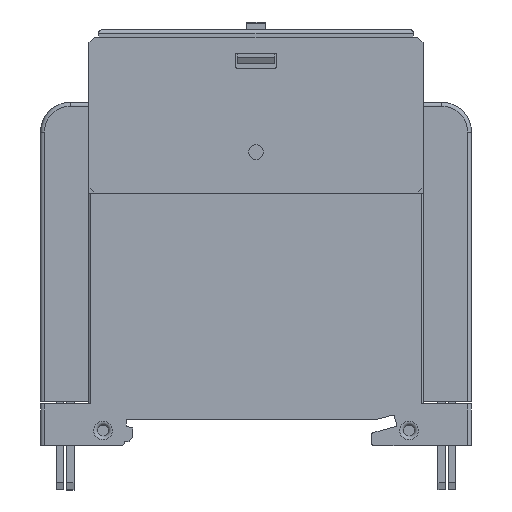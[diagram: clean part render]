
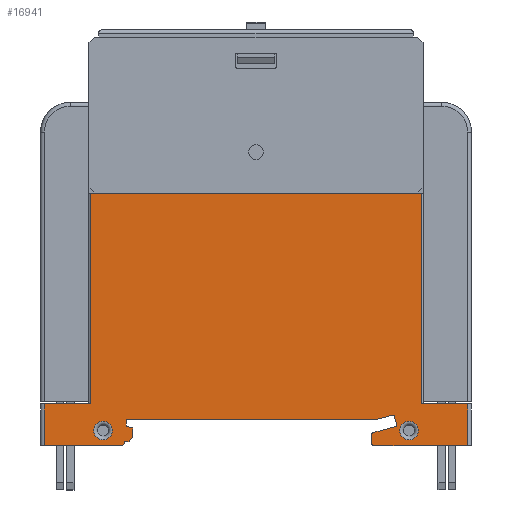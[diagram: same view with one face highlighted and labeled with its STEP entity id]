
A CAD part, front view. The second image highlights one B-rep face of the part: STEP entity #16941.
In plain terms, the highlighted planar face has unit normal (0, -1, 0).
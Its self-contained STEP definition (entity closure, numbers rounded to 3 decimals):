
#1712=PLANE('',#46370);
#7166=LINE('',#71276,#12627);
#7334=LINE('',#72964,#12813);
#7335=LINE('',#72967,#12814);
#7336=LINE('',#72969,#12815);
#7337=LINE('',#72971,#12816);
#7338=LINE('',#72973,#12817);
#7339=LINE('',#72975,#12818);
#7340=LINE('',#72979,#12819);
#7341=LINE('',#72981,#12820);
#7342=LINE('',#72983,#12821);
#7343=LINE('',#72985,#12822);
#7344=LINE('',#72987,#12823);
#7345=LINE('',#72988,#12824);
#7346=LINE('',#72992,#12825);
#7347=LINE('',#72996,#12826);
#7348=LINE('',#73000,#12827);
#7349=LINE('',#73004,#12828);
#7350=LINE('',#73006,#12829);
#7351=LINE('',#73008,#12830);
#12627=VECTOR('',#54632,1.);
#12813=VECTOR('',#55008,1.);
#12814=VECTOR('',#55009,1.);
#12815=VECTOR('',#55010,1.);
#12816=VECTOR('',#55011,1.);
#12817=VECTOR('',#55012,1.);
#12818=VECTOR('',#55013,1.);
#12819=VECTOR('',#55016,1.);
#12820=VECTOR('',#55017,1.);
#12821=VECTOR('',#55018,1.);
#12822=VECTOR('',#55019,1.);
#12823=VECTOR('',#55020,1.);
#12824=VECTOR('',#55021,1.);
#12825=VECTOR('',#55024,1.);
#12826=VECTOR('',#55027,1.);
#12827=VECTOR('',#55030,1.);
#12828=VECTOR('',#55033,1.);
#12829=VECTOR('',#55034,1.);
#12830=VECTOR('',#55035,1.);
#16941=ADVANCED_FACE('',(#17716,#17717,#17718),#1712,.F.);
#17716=FACE_BOUND('',#19138,.T.);
#17717=FACE_BOUND('',#19139,.T.);
#17718=FACE_BOUND('',#19140,.T.);
#19138=EDGE_LOOP('',(#27096,#27097,#27098,#27099,#27100,#27101,#27102,#27103,
#27104,#27105,#27106,#27107,#27108,#27109,#27110,#27111,#27112,#27113,#27114,
#27115,#27116,#27117,#27118,#27119));
#19139=EDGE_LOOP('',(#27120));
#19140=EDGE_LOOP('',(#27121));
#27096=ORIENTED_EDGE('',*,*,#41156,.T.);
#27097=ORIENTED_EDGE('',*,*,#41157,.F.);
#27098=ORIENTED_EDGE('',*,*,#41158,.T.);
#27099=ORIENTED_EDGE('',*,*,#41159,.T.);
#27100=ORIENTED_EDGE('',*,*,#41160,.T.);
#27101=ORIENTED_EDGE('',*,*,#41161,.T.);
#27102=ORIENTED_EDGE('',*,*,#41162,.F.);
#27103=ORIENTED_EDGE('',*,*,#41163,.F.);
#27104=ORIENTED_EDGE('',*,*,#41164,.T.);
#27105=ORIENTED_EDGE('',*,*,#41165,.T.);
#27106=ORIENTED_EDGE('',*,*,#41166,.F.);
#27107=ORIENTED_EDGE('',*,*,#41167,.F.);
#27108=ORIENTED_EDGE('',*,*,#40806,.F.);
#27109=ORIENTED_EDGE('',*,*,#41168,.F.);
#27110=ORIENTED_EDGE('',*,*,#41169,.F.);
#27111=ORIENTED_EDGE('',*,*,#41170,.F.);
#27112=ORIENTED_EDGE('',*,*,#41171,.F.);
#27113=ORIENTED_EDGE('',*,*,#41172,.F.);
#27114=ORIENTED_EDGE('',*,*,#41173,.T.);
#27115=ORIENTED_EDGE('',*,*,#41174,.T.);
#27116=ORIENTED_EDGE('',*,*,#41175,.T.);
#27117=ORIENTED_EDGE('',*,*,#41176,.F.);
#27118=ORIENTED_EDGE('',*,*,#41177,.T.);
#27119=ORIENTED_EDGE('',*,*,#41178,.F.);
#27120=ORIENTED_EDGE('',*,*,#41179,.F.);
#27121=ORIENTED_EDGE('',*,*,#41155,.F.);
#34082=VERTEX_POINT('',#71275);
#34083=VERTEX_POINT('',#71277);
#34353=VERTEX_POINT('',#72962);
#34354=VERTEX_POINT('',#72965);
#34355=VERTEX_POINT('',#72966);
#34356=VERTEX_POINT('',#72968);
#34357=VERTEX_POINT('',#72970);
#34358=VERTEX_POINT('',#72972);
#34359=VERTEX_POINT('',#72974);
#34360=VERTEX_POINT('',#72976);
#34361=VERTEX_POINT('',#72978);
#34362=VERTEX_POINT('',#72980);
#34363=VERTEX_POINT('',#72982);
#34364=VERTEX_POINT('',#72984);
#34365=VERTEX_POINT('',#72986);
#34366=VERTEX_POINT('',#72989);
#34367=VERTEX_POINT('',#72991);
#34368=VERTEX_POINT('',#72993);
#34369=VERTEX_POINT('',#72995);
#34370=VERTEX_POINT('',#72997);
#34371=VERTEX_POINT('',#72999);
#34372=VERTEX_POINT('',#73001);
#34373=VERTEX_POINT('',#73003);
#34374=VERTEX_POINT('',#73005);
#34375=VERTEX_POINT('',#73007);
#34376=VERTEX_POINT('',#73010);
#40806=EDGE_CURVE('',#34082,#34083,#7166,.T.);
#41155=EDGE_CURVE('',#34353,#34353,#43830,.T.);
#41156=EDGE_CURVE('',#34354,#34355,#7334,.T.);
#41157=EDGE_CURVE('',#34356,#34355,#7335,.T.);
#41158=EDGE_CURVE('',#34356,#34357,#7336,.T.);
#41159=EDGE_CURVE('',#34357,#34358,#7337,.T.);
#41160=EDGE_CURVE('',#34358,#34359,#7338,.T.);
#41161=EDGE_CURVE('',#34359,#34360,#7339,.T.);
#41162=EDGE_CURVE('',#34361,#34360,#43831,.T.);
#41163=EDGE_CURVE('',#34362,#34361,#7340,.T.);
#41164=EDGE_CURVE('',#34362,#34363,#7341,.T.);
#41165=EDGE_CURVE('',#34363,#34364,#7342,.T.);
#41166=EDGE_CURVE('',#34365,#34364,#7343,.T.);
#41167=EDGE_CURVE('',#34083,#34365,#7344,.T.);
#41168=EDGE_CURVE('',#34366,#34082,#7345,.T.);
#41169=EDGE_CURVE('',#34367,#34366,#43832,.T.);
#41170=EDGE_CURVE('',#34368,#34367,#7346,.T.);
#41171=EDGE_CURVE('',#34369,#34368,#43833,.T.);
#41172=EDGE_CURVE('',#34370,#34369,#7347,.T.);
#41173=EDGE_CURVE('',#34370,#34371,#43834,.T.);
#41174=EDGE_CURVE('',#34371,#34372,#7348,.T.);
#41175=EDGE_CURVE('',#34372,#34373,#43835,.T.);
#41176=EDGE_CURVE('',#34374,#34373,#7349,.T.);
#41177=EDGE_CURVE('',#34374,#34375,#7350,.T.);
#41178=EDGE_CURVE('',#34354,#34375,#7351,.T.);
#41179=EDGE_CURVE('',#34376,#34376,#43836,.T.);
#43830=CIRCLE('',#46362,1.25);
#43831=CIRCLE('',#46364,0.5);
#43832=CIRCLE('',#46365,0.2);
#43833=CIRCLE('',#46366,0.2);
#43834=CIRCLE('',#46367,0.5);
#43835=CIRCLE('',#46368,0.5);
#43836=CIRCLE('',#46369,1.25);
#46362=AXIS2_PLACEMENT_3D('',#72961,#55004,#55005);
#46364=AXIS2_PLACEMENT_3D('',#72977,#55014,#55015);
#46365=AXIS2_PLACEMENT_3D('',#72990,#55022,#55023);
#46366=AXIS2_PLACEMENT_3D('',#72994,#55025,#55026);
#46367=AXIS2_PLACEMENT_3D('',#72998,#55028,#55029);
#46368=AXIS2_PLACEMENT_3D('',#73002,#55031,#55032);
#46369=AXIS2_PLACEMENT_3D('',#73009,#55036,#55037);
#46370=AXIS2_PLACEMENT_3D('',#73011,#55038,#55039);
#54632=DIRECTION('',(-1.,0.,0.));
#55004=DIRECTION('',(0.,-1.,0.));
#55005=DIRECTION('',(-1.,0.,0.));
#55008=DIRECTION('',(0.,0.,1.));
#55009=DIRECTION('',(1.,0.,0.));
#55010=DIRECTION('',(0.,0.,-1.));
#55011=DIRECTION('',(-1.,0.,0.));
#55012=DIRECTION('',(0.,0.,-1.));
#55013=DIRECTION('',(1.,0.,0.));
#55014=DIRECTION('',(0.,1.,0.));
#55015=DIRECTION('',(0.707,0.,-0.707));
#55016=DIRECTION('',(-1.,0.,0.));
#55017=DIRECTION('',(0.643,0.,0.766));
#55018=DIRECTION('',(0.,0.,1.));
#55019=DIRECTION('',(0.966,0.,-0.259));
#55020=DIRECTION('',(0.,0.,-1.));
#55021=DIRECTION('',(-0.966,0.,-0.259));
#55022=DIRECTION('',(0.,-1.,0.));
#55023=DIRECTION('',(0.5,0.,0.866));
#55024=DIRECTION('',(-0.259,0.,0.966));
#55025=DIRECTION('',(0.,-1.,0.));
#55026=DIRECTION('',(0.866,0.,-0.5));
#55027=DIRECTION('',(0.966,0.,0.259));
#55028=DIRECTION('',(0.,-1.,0.));
#55029=DIRECTION('',(-0.793,0.,0.609));
#55030=DIRECTION('',(0.,0.,-1.));
#55031=DIRECTION('',(0.,-1.,0.));
#55032=DIRECTION('',(-0.707,0.,-0.707));
#55033=DIRECTION('',(-1.,0.,0.));
#55034=DIRECTION('',(0.,0.,1.));
#55035=DIRECTION('',(1.,0.,0.));
#55036=DIRECTION('',(0.,-1.,0.));
#55037=DIRECTION('',(-1.,0.,0.));
#55038=DIRECTION('',(0.,1.,0.));
#55039=DIRECTION('',(0.,0.,-1.));
#71275=CARTESIAN_POINT('',(16.177,0.,3.5));
#71276=CARTESIAN_POINT('',(16.177,0.,3.5));
#71277=CARTESIAN_POINT('',(-17.5,0.,3.5));
#72961=CARTESIAN_POINT('',(20.6,0.,2.));
#72962=CARTESIAN_POINT('',(21.85,0.,2.));
#72964=CARTESIAN_POINT('',(22.3,0.,5.6));
#72965=CARTESIAN_POINT('',(22.3,0.,5.6));
#72966=CARTESIAN_POINT('',(22.3,0.,34.));
#72967=CARTESIAN_POINT('',(-22.3,0.,34.));
#72968=CARTESIAN_POINT('',(-22.3,0.,34.));
#72969=CARTESIAN_POINT('',(-22.3,0.,34.));
#72970=CARTESIAN_POINT('',(-22.3,0.,5.6));
#72971=CARTESIAN_POINT('',(-22.3,0.,5.6));
#72972=CARTESIAN_POINT('',(-28.5,0.,5.6));
#72973=CARTESIAN_POINT('',(-28.5,0.,5.6));
#72974=CARTESIAN_POINT('',(-28.5,0.,0.));
#72975=CARTESIAN_POINT('',(-28.5,0.,0.));
#72976=CARTESIAN_POINT('',(-18.2,0.,0.));
#72977=CARTESIAN_POINT('',(-18.2,0.,0.5));
#72978=CARTESIAN_POINT('',(-17.7,0.,0.5));
#72979=CARTESIAN_POINT('',(-17.1,0.,0.5));
#72980=CARTESIAN_POINT('',(-17.1,0.,0.5));
#72981=CARTESIAN_POINT('',(-17.363,0.,0.186));
#72982=CARTESIAN_POINT('',(-16.6,0.,1.096));
#72983=CARTESIAN_POINT('',(-16.6,0.,1.));
#72984=CARTESIAN_POINT('',(-16.6,0.,2.359));
#72985=CARTESIAN_POINT('',(-19.945,0.,3.255));
#72986=CARTESIAN_POINT('',(-17.5,0.,2.6));
#72987=CARTESIAN_POINT('',(-17.5,0.,3.5));
#72988=CARTESIAN_POINT('',(18.586,0.,4.145));
#72989=CARTESIAN_POINT('',(18.393,0.,4.094));
#72990=CARTESIAN_POINT('',(18.444,0.,3.901));
#72991=CARTESIAN_POINT('',(18.638,0.,3.952));
#72992=CARTESIAN_POINT('',(19.,0.,2.6));
#72993=CARTESIAN_POINT('',(18.948,0.,2.793));
#72994=CARTESIAN_POINT('',(18.755,0.,2.741));
#72995=CARTESIAN_POINT('',(18.807,0.,2.548));
#72996=CARTESIAN_POINT('',(15.871,0.,1.761));
#72997=CARTESIAN_POINT('',(15.871,0.,1.761));
#72998=CARTESIAN_POINT('',(16.,0.,1.279));
#72999=CARTESIAN_POINT('',(15.5,0.,1.279));
#73000=CARTESIAN_POINT('',(15.5,0.,1.279));
#73001=CARTESIAN_POINT('',(15.5,0.,0.5));
#73002=CARTESIAN_POINT('',(16.,0.,0.5));
#73003=CARTESIAN_POINT('',(16.,0.,0.));
#73004=CARTESIAN_POINT('',(28.5,0.,0.));
#73005=CARTESIAN_POINT('',(28.5,0.,0.));
#73006=CARTESIAN_POINT('',(28.5,0.,0.));
#73007=CARTESIAN_POINT('',(28.5,0.,5.6));
#73008=CARTESIAN_POINT('',(22.3,0.,5.6));
#73009=CARTESIAN_POINT('',(-20.6,0.,2.));
#73010=CARTESIAN_POINT('',(-19.35,0.,2.));
#73011=CARTESIAN_POINT('',(-22.5,0.,3.5));
